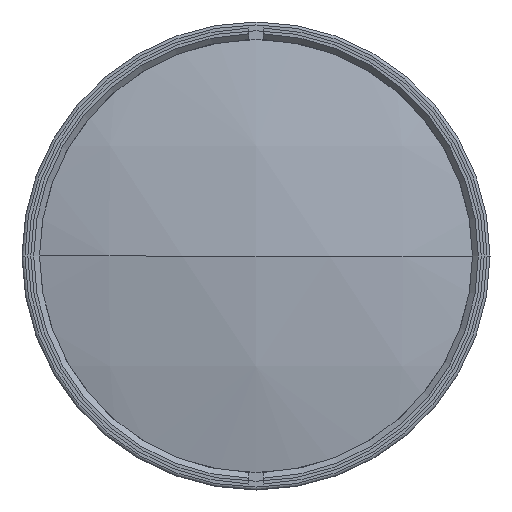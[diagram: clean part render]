
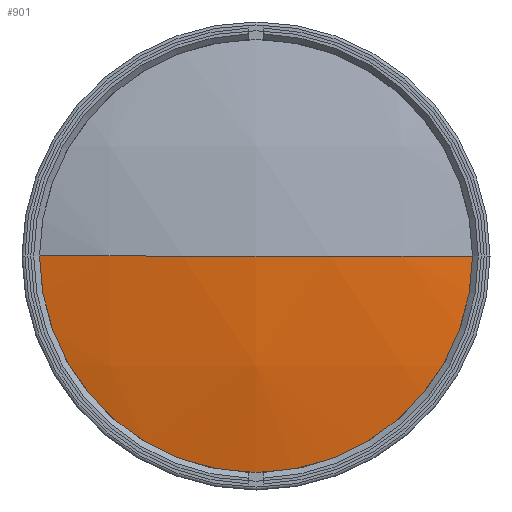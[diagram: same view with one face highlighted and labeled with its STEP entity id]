
A CAD part, left-side view. The second image highlights one B-rep face of the part: STEP entity #901.
In plain terms, the highlighted spherical face has radius 161 mm.
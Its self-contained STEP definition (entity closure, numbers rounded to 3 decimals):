
#157 = AXIS2_PLACEMENT_3D ( 'NONE', #1407, #3883, #1782 ) ;
#424 = AXIS2_PLACEMENT_3D ( 'NONE', #3223, #4337, #2429 ) ;
#637 = ORIENTED_EDGE ( 'NONE', *, *, #2141, .T. ) ;
#901 = ADVANCED_FACE ( 'NONE', ( #4571 ), #2760, .T. ) ;
#1131 = CARTESIAN_POINT ( 'NONE',  ( -165.23, 0., 0. ) ) ;
#1360 = EDGE_CURVE ( 'NONE', #2212, #2219, #2022, .T. ) ;
#1399 = DIRECTION ( 'NONE',  ( 0., 0., 1. ) ) ;
#1407 = CARTESIAN_POINT ( 'NONE',  ( -160.802, 0., 0. ) ) ;
#1427 = CIRCLE ( 'NONE', #157, 37.5 ) ;
#1560 = ORIENTED_EDGE ( 'NONE', *, *, #1360, .T. ) ;
#1782 = DIRECTION ( 'NONE',  ( 0., 0., 1. ) ) ;
#1895 = EDGE_LOOP ( 'NONE', ( #637, #1560, #4601 ) ) ;
#1969 = DIRECTION ( 'NONE',  ( 0., 0., -1. ) ) ;
#2022 = CIRCLE ( 'NONE', #4439, 161. ) ;
#2141 = EDGE_CURVE ( 'NONE', #2471, #2212, #1427, .T. ) ;
#2212 = VERTEX_POINT ( 'NONE', #3994 ) ;
#2219 = VERTEX_POINT ( 'NONE', #1131 ) ;
#2429 = DIRECTION ( 'NONE',  ( 0., 1., 0. ) ) ;
#2471 = VERTEX_POINT ( 'NONE', #3571 ) ;
#2478 = DIRECTION ( 'NONE',  ( 0., -1., 0. ) ) ;
#2501 = EDGE_CURVE ( 'NONE', #2471, #2219, #4380, .T. ) ;
#2528 = CARTESIAN_POINT ( 'NONE',  ( -4.23, 0., 0. ) ) ;
#2742 = DIRECTION ( 'NONE',  ( 0., 1., 0. ) ) ;
#2760 = SPHERICAL_SURFACE ( 'NONE', #424, 161. ) ;
#3223 = CARTESIAN_POINT ( 'NONE',  ( -4.23, 0., 0. ) ) ;
#3571 = CARTESIAN_POINT ( 'NONE',  ( -160.802, 37.5, 0. ) ) ;
#3704 = AXIS2_PLACEMENT_3D ( 'NONE', #2528, #1399, #2478 ) ;
#3883 = DIRECTION ( 'NONE',  ( -1., 0., 0. ) ) ;
#3994 = CARTESIAN_POINT ( 'NONE',  ( -160.802, -37.5, 0. ) ) ;
#4337 = DIRECTION ( 'NONE',  ( 0., 0., -1. ) ) ;
#4380 = CIRCLE ( 'NONE', #3704, 161. ) ;
#4439 = AXIS2_PLACEMENT_3D ( 'NONE', #4522, #1969, #2742 ) ;
#4522 = CARTESIAN_POINT ( 'NONE',  ( -4.23, 0., 0. ) ) ;
#4571 = FACE_OUTER_BOUND ( 'NONE', #1895, .T. ) ;
#4601 = ORIENTED_EDGE ( 'NONE', *, *, #2501, .F. ) ;
